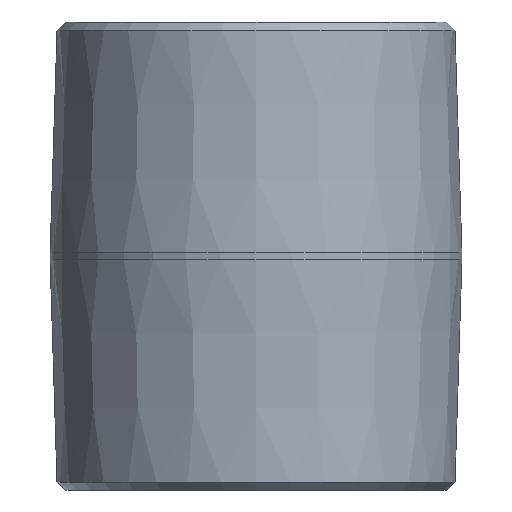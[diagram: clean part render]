
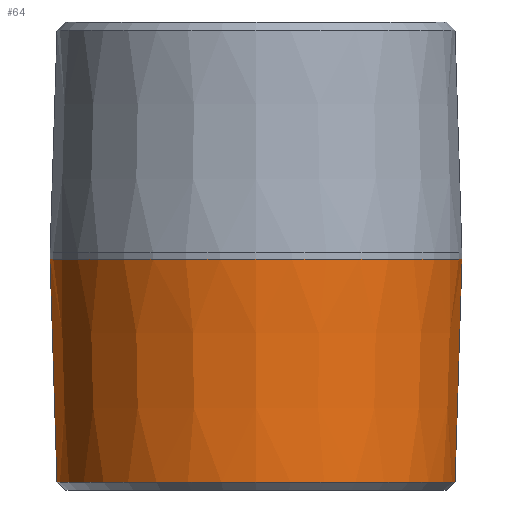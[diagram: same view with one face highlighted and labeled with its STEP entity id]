
A CAD part, front view. The second image highlights one B-rep face of the part: STEP entity #64.
In plain terms, the highlighted conical face has half-angle 1.78 degrees and reference radius 16.764 mm.
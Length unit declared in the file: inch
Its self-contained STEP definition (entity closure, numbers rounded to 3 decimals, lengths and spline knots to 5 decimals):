
#7 = CARTESIAN_POINT ( 'NONE',  ( 0.66, 0., 0.74 ) ) ;
#22 = CARTESIAN_POINT ( 'NONE',  ( 0., 0., 0.02499 ) ) ;
#30 = DIRECTION ( 'NONE',  ( 0., 0., -1. ) ) ;
#44 = CIRCLE ( 'NONE', #473, 0.66 ) ;
#62 = ORIENTED_EDGE ( 'NONE', *, *, #327, .T. ) ;
#64 = ADVANCED_FACE ( 'NONE', ( #548 ), #341, .T. ) ;
#74 = CARTESIAN_POINT ( 'NONE',  ( 0.66, 0., 0.74 ) ) ;
#75 = VERTEX_POINT ( 'NONE', #7 ) ;
#86 = DIRECTION ( 'NONE',  ( 1., 0., 0. ) ) ;
#89 = LINE ( 'NONE', #453, #285 ) ;
#113 = CARTESIAN_POINT ( 'NONE',  ( 0., 0., 0.74 ) ) ;
#115 = ORIENTED_EDGE ( 'NONE', *, *, #357, .T. ) ;
#120 = DIRECTION ( 'NONE',  ( -0.031, 0., 1. ) ) ;
#149 = EDGE_LOOP ( 'NONE', ( #354, #115, #480, #62 ) ) ;
#171 = CARTESIAN_POINT ( 'NONE',  ( 0.63778, 0., 0.02499 ) ) ;
#195 = VERTEX_POINT ( 'NONE', #171 ) ;
#247 = AXIS2_PLACEMENT_3D ( 'NONE', #22, #529, #526 ) ;
#253 = AXIS2_PLACEMENT_3D ( 'NONE', #505, #373, #86 ) ;
#285 = VECTOR ( 'NONE', #120, 39.37008 ) ;
#291 = CARTESIAN_POINT ( 'NONE',  ( -0.63778, 0., 0.02499 ) ) ;
#299 = VECTOR ( 'NONE', #523, 39.37008 ) ;
#327 = EDGE_CURVE ( 'NONE', #75, #499, #44, .T. ) ;
#341 = CONICAL_SURFACE ( 'NONE', #253, 0.66, 0.031 ) ;
#349 = EDGE_CURVE ( 'NONE', #195, #75, #452, .T. ) ;
#354 = ORIENTED_EDGE ( 'NONE', *, *, #518, .F. ) ;
#357 = EDGE_CURVE ( 'NONE', #538, #195, #486, .T. ) ;
#373 = DIRECTION ( 'NONE',  ( 0., 0., 1. ) ) ;
#397 = DIRECTION ( 'NONE',  ( -1., 0., 0. ) ) ;
#452 = LINE ( 'NONE', #74, #299 ) ;
#453 = CARTESIAN_POINT ( 'NONE',  ( -0.66, 0., 0.74 ) ) ;
#473 = AXIS2_PLACEMENT_3D ( 'NONE', #113, #30, #397 ) ;
#480 = ORIENTED_EDGE ( 'NONE', *, *, #349, .T. ) ;
#486 = CIRCLE ( 'NONE', #247, 0.63778 ) ;
#497 = CARTESIAN_POINT ( 'NONE',  ( -0.66, 0., 0.74 ) ) ;
#499 = VERTEX_POINT ( 'NONE', #497 ) ;
#505 = CARTESIAN_POINT ( 'NONE',  ( 0., 0., 0.74 ) ) ;
#518 = EDGE_CURVE ( 'NONE', #538, #499, #89, .T. ) ;
#523 = DIRECTION ( 'NONE',  ( 0.031, 0., 1. ) ) ;
#526 = DIRECTION ( 'NONE',  ( -1., 0., 0. ) ) ;
#529 = DIRECTION ( 'NONE',  ( 0., 0., 1. ) ) ;
#538 = VERTEX_POINT ( 'NONE', #291 ) ;
#548 = FACE_OUTER_BOUND ( 'NONE', #149, .T. ) ;
